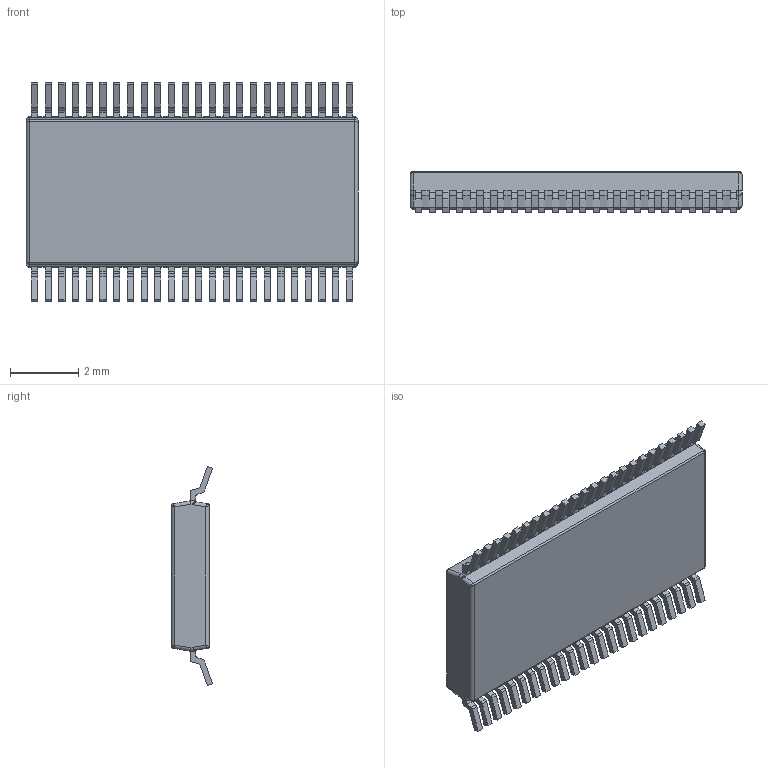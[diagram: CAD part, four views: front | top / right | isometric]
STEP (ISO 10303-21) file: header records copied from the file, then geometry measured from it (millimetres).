
FILE_DESCRIPTION (( 'STEP AP214' ), '1' );
FILE_NAME ('User Library-JEDEC-MO-194.STEP', '2020-08-02T13:31:19', ( '' ), ( '' ), 'SwSTEP 2.0', 'SolidWorks 2020', '' );
FILE_SCHEMA (( 'AUTOMOTIVE_DESIGN' ));
Length unit declared in the file: millimetre
Products named in the file (1): User Library-JEDEC-MO-194
Bounding box: 9.7 x 1.2 x 6.4 mm (x, y, z)
Volume: 47.6 mm3; surface area: 150.9 mm2
Topology: 1 solids, 1 shells, 671 faces, 1880 edges, 1204 vertices
Faces by surface type: plane 445, cylinder 218, bspline 8
Entity records: 27199 total; most frequent: CARTESIAN_POINT 3968, ORIENTED_EDGE 3744, DIRECTION 3568, EDGE_CURVE 1872, VECTOR 1448, LINE 1448, VERTEX_POINT 1204, AXIS2_PLACEMENT_3D 1060
